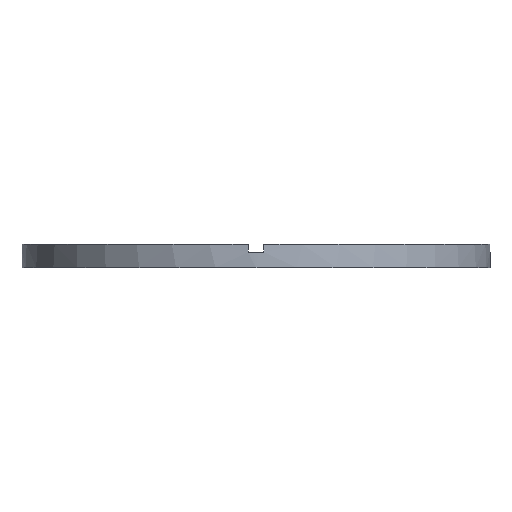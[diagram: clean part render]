
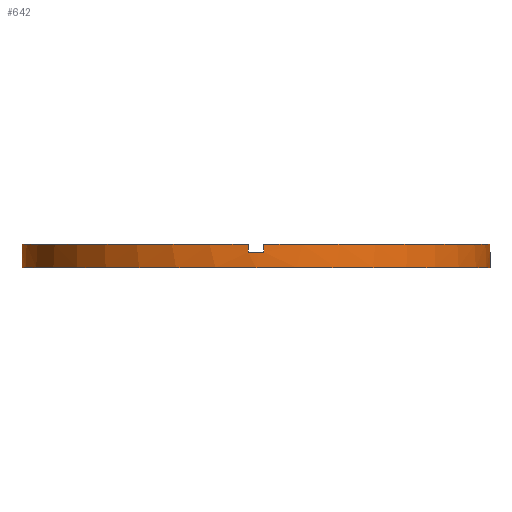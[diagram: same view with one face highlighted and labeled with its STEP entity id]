
A CAD part, front view. The second image highlights one B-rep face of the part: STEP entity #642.
In plain terms, the highlighted cylindrical face has radius 30.5 mm (diameter 61 mm), a partial arc.
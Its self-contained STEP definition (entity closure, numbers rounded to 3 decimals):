
#17 = VERTEX_POINT ( 'NONE', #565 ) ;
#22 = CARTESIAN_POINT ( 'NONE',  ( 0., 0., 0. ) ) ;
#23 = CARTESIAN_POINT ( 'NONE',  ( 30.5, 0., 0. ) ) ;
#25 = ORIENTED_EDGE ( 'NONE', *, *, #213, .T. ) ;
#27 = EDGE_CURVE ( 'NONE', #454, #270, #457, .T. ) ;
#29 = CARTESIAN_POINT ( 'NONE',  ( -30.484, -1., 2. ) ) ;
#37 = LINE ( 'NONE', #595, #304 ) ;
#46 = LINE ( 'NONE', #323, #310 ) ;
#48 = CIRCLE ( 'NONE', #552, 30.5 ) ;
#58 = EDGE_CURVE ( 'NONE', #276, #462, #726, .T. ) ;
#78 = CYLINDRICAL_SURFACE ( 'NONE', #687, 30.5 ) ;
#93 = DIRECTION ( 'NONE',  ( 1., 0., 0. ) ) ;
#98 = AXIS2_PLACEMENT_3D ( 'NONE', #469, #406, #518 ) ;
#101 = EDGE_CURVE ( 'NONE', #783, #220, #455, .T. ) ;
#102 = CARTESIAN_POINT ( 'NONE',  ( 0., 0., 2. ) ) ;
#107 = CIRCLE ( 'NONE', #98, 30.5 ) ;
#113 = CARTESIAN_POINT ( 'NONE',  ( -30.5, 0., 2. ) ) ;
#120 = CIRCLE ( 'NONE', #671, 30.5 ) ;
#124 = CARTESIAN_POINT ( 'NONE',  ( 0., 0., 3. ) ) ;
#136 = DIRECTION ( 'NONE',  ( 0., 0., 1. ) ) ;
#137 = CARTESIAN_POINT ( 'NONE',  ( 30.5, 0., 2. ) ) ;
#138 = CARTESIAN_POINT ( 'NONE',  ( -30.484, -1., 3. ) ) ;
#147 = EDGE_CURVE ( 'NONE', #783, #270, #695, .T. ) ;
#149 = DIRECTION ( 'NONE',  ( 1., 0., 0. ) ) ;
#155 = EDGE_LOOP ( 'NONE', ( #767, #241, #25, #762, #681, #558, #504, #468, #427, #554, #496, #436 ) ) ;
#162 = DIRECTION ( 'NONE',  ( 1., 0., 0. ) ) ;
#187 = LINE ( 'NONE', #493, #440 ) ;
#200 = DIRECTION ( 'NONE',  ( 1., 0., 0. ) ) ;
#204 = VECTOR ( 'NONE', #669, 1000. ) ;
#213 = EDGE_CURVE ( 'NONE', #425, #17, #187, .T. ) ;
#214 = VECTOR ( 'NONE', #260, 1000. ) ;
#220 = VERTEX_POINT ( 'NONE', #667 ) ;
#227 = CARTESIAN_POINT ( 'NONE',  ( 30.5, 0., 3. ) ) ;
#241 = ORIENTED_EDGE ( 'NONE', *, *, #770, .F. ) ;
#248 = VERTEX_POINT ( 'NONE', #137 ) ;
#253 = VERTEX_POINT ( 'NONE', #327 ) ;
#260 = DIRECTION ( 'NONE',  ( 0., 0., -1. ) ) ;
#264 = CARTESIAN_POINT ( 'NONE',  ( 30.484, -1., 2. ) ) ;
#265 = CARTESIAN_POINT ( 'NONE',  ( -30.484, -1., 3. ) ) ;
#270 = VERTEX_POINT ( 'NONE', #29 ) ;
#276 = VERTEX_POINT ( 'NONE', #503 ) ;
#293 = CARTESIAN_POINT ( 'NONE',  ( 0., 0., 3. ) ) ;
#304 = VECTOR ( 'NONE', #782, 1000. ) ;
#307 = EDGE_CURVE ( 'NONE', #220, #730, #120, .T. ) ;
#310 = VECTOR ( 'NONE', #668, 1000. ) ;
#323 = CARTESIAN_POINT ( 'NONE',  ( -1., -30.484, 3. ) ) ;
#327 = CARTESIAN_POINT ( 'NONE',  ( 1., -30.484, 3. ) ) ;
#350 = VECTOR ( 'NONE', #466, 1000. ) ;
#353 = CIRCLE ( 'NONE', #453, 30.5 ) ;
#355 = FACE_OUTER_BOUND ( 'NONE', #155, .T. ) ;
#372 = CARTESIAN_POINT ( 'NONE',  ( 0., 0., 2. ) ) ;
#391 = EDGE_CURVE ( 'NONE', #253, #462, #37, .T. ) ;
#398 = DIRECTION ( 'NONE',  ( 0., 0., 1. ) ) ;
#403 = AXIS2_PLACEMENT_3D ( 'NONE', #102, #398, #149 ) ;
#406 = DIRECTION ( 'NONE',  ( 0., 0., 1. ) ) ;
#410 = CARTESIAN_POINT ( 'NONE',  ( 0., 0., 3. ) ) ;
#419 = DIRECTION ( 'NONE',  ( 0., 0., 1. ) ) ;
#420 = EDGE_CURVE ( 'NONE', #253, #17, #48, .T. ) ;
#425 = VERTEX_POINT ( 'NONE', #264 ) ;
#426 = CARTESIAN_POINT ( 'NONE',  ( 1., -30.484, 2. ) ) ;
#427 = ORIENTED_EDGE ( 'NONE', *, *, #27, .T. ) ;
#436 = ORIENTED_EDGE ( 'NONE', *, *, #307, .T. ) ;
#440 = VECTOR ( 'NONE', #729, 1000. ) ;
#443 = EDGE_CURVE ( 'NONE', #276, #734, #46, .T. ) ;
#453 = AXIS2_PLACEMENT_3D ( 'NONE', #410, #477, #589 ) ;
#454 = VERTEX_POINT ( 'NONE', #138 ) ;
#455 = LINE ( 'NONE', #666, #214 ) ;
#457 = LINE ( 'NONE', #265, #204 ) ;
#462 = VERTEX_POINT ( 'NONE', #426 ) ;
#466 = DIRECTION ( 'NONE',  ( 0., 0., -1. ) ) ;
#468 = ORIENTED_EDGE ( 'NONE', *, *, #540, .F. ) ;
#469 = CARTESIAN_POINT ( 'NONE',  ( 0., 0., 2. ) ) ;
#477 = DIRECTION ( 'NONE',  ( 0., 0., 1. ) ) ;
#487 = EDGE_CURVE ( 'NONE', #248, #730, #508, .T. ) ;
#493 = CARTESIAN_POINT ( 'NONE',  ( 30.484, -1., 3. ) ) ;
#496 = ORIENTED_EDGE ( 'NONE', *, *, #101, .T. ) ;
#503 = CARTESIAN_POINT ( 'NONE',  ( -1., -30.484, 2. ) ) ;
#504 = ORIENTED_EDGE ( 'NONE', *, *, #443, .T. ) ;
#508 = LINE ( 'NONE', #227, #350 ) ;
#518 = DIRECTION ( 'NONE',  ( 1., 0., 0. ) ) ;
#540 = EDGE_CURVE ( 'NONE', #454, #734, #353, .T. ) ;
#541 = AXIS2_PLACEMENT_3D ( 'NONE', #372, #136, #200 ) ;
#552 = AXIS2_PLACEMENT_3D ( 'NONE', #124, #665, #162 ) ;
#554 = ORIENTED_EDGE ( 'NONE', *, *, #147, .F. ) ;
#558 = ORIENTED_EDGE ( 'NONE', *, *, #58, .F. ) ;
#561 = DIRECTION ( 'NONE',  ( -1., 0., 0. ) ) ;
#565 = CARTESIAN_POINT ( 'NONE',  ( 30.484, -1., 3. ) ) ;
#589 = DIRECTION ( 'NONE',  ( 1., 0., 0. ) ) ;
#595 = CARTESIAN_POINT ( 'NONE',  ( 1., -30.484, 3. ) ) ;
#642 = ADVANCED_FACE ( 'NONE', ( #355 ), #78, .T. ) ;
#665 = DIRECTION ( 'NONE',  ( 0., 0., 1. ) ) ;
#666 = CARTESIAN_POINT ( 'NONE',  ( -30.5, 0., 3. ) ) ;
#667 = CARTESIAN_POINT ( 'NONE',  ( -30.5, 0., 0. ) ) ;
#668 = DIRECTION ( 'NONE',  ( 0., 0., 1. ) ) ;
#669 = DIRECTION ( 'NONE',  ( 0., 0., -1. ) ) ;
#671 = AXIS2_PLACEMENT_3D ( 'NONE', #22, #419, #93 ) ;
#679 = DIRECTION ( 'NONE',  ( 0., 0., -1. ) ) ;
#681 = ORIENTED_EDGE ( 'NONE', *, *, #391, .T. ) ;
#687 = AXIS2_PLACEMENT_3D ( 'NONE', #293, #679, #561 ) ;
#691 = CARTESIAN_POINT ( 'NONE',  ( -1., -30.484, 3. ) ) ;
#695 = CIRCLE ( 'NONE', #403, 30.5 ) ;
#726 = CIRCLE ( 'NONE', #541, 30.5 ) ;
#729 = DIRECTION ( 'NONE',  ( 0., 0., 1. ) ) ;
#730 = VERTEX_POINT ( 'NONE', #23 ) ;
#734 = VERTEX_POINT ( 'NONE', #691 ) ;
#762 = ORIENTED_EDGE ( 'NONE', *, *, #420, .F. ) ;
#767 = ORIENTED_EDGE ( 'NONE', *, *, #487, .F. ) ;
#770 = EDGE_CURVE ( 'NONE', #425, #248, #107, .T. ) ;
#782 = DIRECTION ( 'NONE',  ( 0., 0., -1. ) ) ;
#783 = VERTEX_POINT ( 'NONE', #113 ) ;
